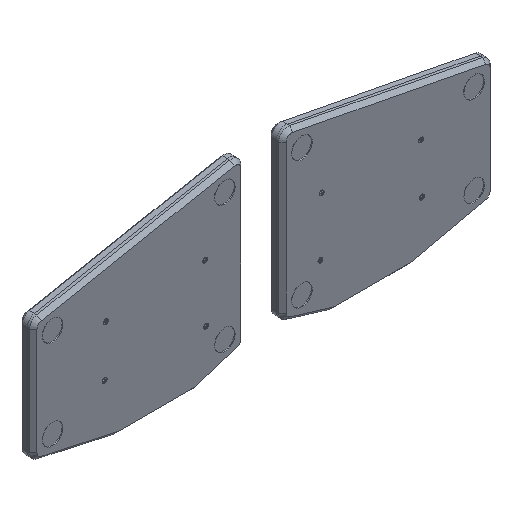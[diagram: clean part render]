
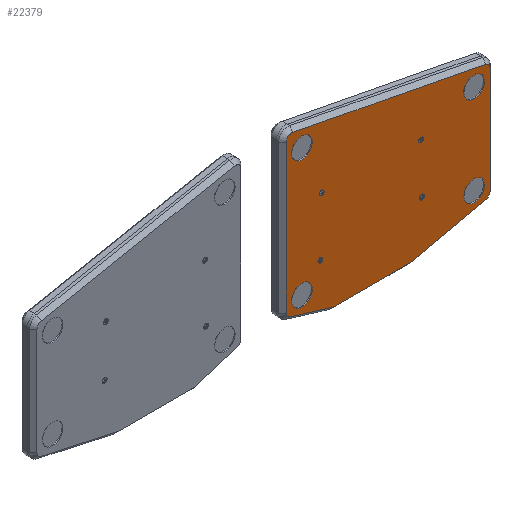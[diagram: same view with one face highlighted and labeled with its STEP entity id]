
A CAD part, isometric view. The second image highlights one B-rep face of the part: STEP entity #22379.
In plain terms, the highlighted planar face has unit normal (0, -1, 0).
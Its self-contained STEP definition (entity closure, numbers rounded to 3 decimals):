
#2089=FACE_BOUND('',#5028,.T.);
#2090=FACE_BOUND('',#5029,.T.);
#2091=FACE_BOUND('',#5030,.T.);
#2092=FACE_BOUND('',#5031,.T.);
#2093=FACE_BOUND('',#5032,.T.);
#2094=FACE_BOUND('',#5033,.T.);
#2095=FACE_BOUND('',#5034,.T.);
#2096=FACE_BOUND('',#5035,.T.);
#2686=PLANE('',#24466);
#3771=FACE_OUTER_BOUND('',#5027,.T.);
#5027=EDGE_LOOP('',(#20779,#20780,#20781,#20782,#20783,#20784,#20785,#20786,
#20787,#20788,#20789,#20790));
#5028=EDGE_LOOP('',(#20791));
#5029=EDGE_LOOP('',(#20792));
#5030=EDGE_LOOP('',(#20793));
#5031=EDGE_LOOP('',(#20794));
#5032=EDGE_LOOP('',(#20795));
#5033=EDGE_LOOP('',(#20796));
#5034=EDGE_LOOP('',(#20797));
#5035=EDGE_LOOP('',(#20798));
#6957=LINE('',#37328,#8885);
#6960=LINE('',#37338,#8888);
#6963=LINE('',#37346,#8891);
#6966=LINE('',#37354,#8894);
#6967=LINE('',#37364,#8895);
#6971=LINE('',#37373,#8899);
#8885=VECTOR('',#30747,10.);
#8888=VECTOR('',#30760,10.);
#8891=VECTOR('',#30769,10.);
#8894=VECTOR('',#30778,10.);
#8895=VECTOR('',#30785,10.);
#8899=VECTOR('',#30795,10.);
#9819=CIRCLE('',#24333,1.25);
#9823=CIRCLE('',#24340,1.25);
#9827=CIRCLE('',#24347,1.25);
#9831=CIRCLE('',#24354,1.25);
#9871=CIRCLE('',#24440,2.9);
#9872=CIRCLE('',#24443,2.9);
#9873=CIRCLE('',#24446,2.9);
#9874=CIRCLE('',#24449,2.9);
#9875=CIRCLE('',#24452,2.9);
#9880=CIRCLE('',#24467,2.9);
#9881=CIRCLE('',#24468,5.5);
#9882=CIRCLE('',#24469,5.5);
#9883=CIRCLE('',#24470,5.5);
#9884=CIRCLE('',#24471,5.5);
#11963=VERTEX_POINT('',#37003);
#11967=VERTEX_POINT('',#37016);
#11971=VERTEX_POINT('',#37029);
#11975=VERTEX_POINT('',#37042);
#12071=VERTEX_POINT('',#37324);
#12072=VERTEX_POINT('',#37326);
#12073=VERTEX_POINT('',#37332);
#12074=VERTEX_POINT('',#37336);
#12075=VERTEX_POINT('',#37340);
#12076=VERTEX_POINT('',#37344);
#12077=VERTEX_POINT('',#37348);
#12078=VERTEX_POINT('',#37352);
#12079=VERTEX_POINT('',#37356);
#12080=VERTEX_POINT('',#37363);
#12081=VERTEX_POINT('',#37367);
#12082=VERTEX_POINT('',#37371);
#12087=VERTEX_POINT('',#37397);
#12088=VERTEX_POINT('',#37399);
#12089=VERTEX_POINT('',#37401);
#12090=VERTEX_POINT('',#37403);
#14801=EDGE_CURVE('',#11963,#11963,#9819,.T.);
#14807=EDGE_CURVE('',#11967,#11967,#9823,.T.);
#14813=EDGE_CURVE('',#11971,#11971,#9827,.T.);
#14819=EDGE_CURVE('',#11975,#11975,#9831,.T.);
#14963=EDGE_CURVE('',#12071,#12072,#6957,.T.);
#14966=EDGE_CURVE('',#12073,#12071,#9871,.T.);
#14968=EDGE_CURVE('',#12074,#12073,#6960,.T.);
#14970=EDGE_CURVE('',#12075,#12074,#9872,.T.);
#14972=EDGE_CURVE('',#12076,#12075,#6963,.T.);
#14974=EDGE_CURVE('',#12077,#12076,#9873,.T.);
#14976=EDGE_CURVE('',#12078,#12077,#6966,.T.);
#14977=EDGE_CURVE('',#12079,#12078,#9874,.T.);
#14979=EDGE_CURVE('',#12080,#12079,#6967,.T.);
#14982=EDGE_CURVE('',#12081,#12080,#9875,.T.);
#14984=EDGE_CURVE('',#12082,#12081,#6971,.T.);
#14994=EDGE_CURVE('',#12072,#12082,#9880,.T.);
#14995=EDGE_CURVE('',#12087,#12087,#9881,.T.);
#14996=EDGE_CURVE('',#12088,#12088,#9882,.T.);
#14997=EDGE_CURVE('',#12089,#12089,#9883,.T.);
#14998=EDGE_CURVE('',#12090,#12090,#9884,.T.);
#20779=ORIENTED_EDGE('',*,*,#14979,.T.);
#20780=ORIENTED_EDGE('',*,*,#14977,.T.);
#20781=ORIENTED_EDGE('',*,*,#14976,.T.);
#20782=ORIENTED_EDGE('',*,*,#14974,.T.);
#20783=ORIENTED_EDGE('',*,*,#14972,.T.);
#20784=ORIENTED_EDGE('',*,*,#14970,.T.);
#20785=ORIENTED_EDGE('',*,*,#14968,.T.);
#20786=ORIENTED_EDGE('',*,*,#14966,.T.);
#20787=ORIENTED_EDGE('',*,*,#14963,.T.);
#20788=ORIENTED_EDGE('',*,*,#14994,.T.);
#20789=ORIENTED_EDGE('',*,*,#14984,.T.);
#20790=ORIENTED_EDGE('',*,*,#14982,.T.);
#20791=ORIENTED_EDGE('',*,*,#14801,.F.);
#20792=ORIENTED_EDGE('',*,*,#14807,.F.);
#20793=ORIENTED_EDGE('',*,*,#14813,.F.);
#20794=ORIENTED_EDGE('',*,*,#14819,.F.);
#20795=ORIENTED_EDGE('',*,*,#14995,.F.);
#20796=ORIENTED_EDGE('',*,*,#14996,.F.);
#20797=ORIENTED_EDGE('',*,*,#14997,.F.);
#20798=ORIENTED_EDGE('',*,*,#14998,.F.);
#22379=ADVANCED_FACE('',(#3771,#2089,#2090,#2091,#2092,#2093,#2094,#2095,
#2096),#2686,.T.);
#24333=AXIS2_PLACEMENT_3D('',#37004,#30428,#30429);
#24340=AXIS2_PLACEMENT_3D('',#37017,#30444,#30445);
#24347=AXIS2_PLACEMENT_3D('',#37030,#30460,#30461);
#24354=AXIS2_PLACEMENT_3D('',#37043,#30476,#30477);
#24440=AXIS2_PLACEMENT_3D('',#37334,#30755,#30756);
#24443=AXIS2_PLACEMENT_3D('',#37342,#30764,#30765);
#24446=AXIS2_PLACEMENT_3D('',#37350,#30773,#30774);
#24449=AXIS2_PLACEMENT_3D('',#37357,#30781,#30782);
#24452=AXIS2_PLACEMENT_3D('',#37369,#30790,#30791);
#24466=AXIS2_PLACEMENT_3D('',#37395,#30825,#30826);
#24467=AXIS2_PLACEMENT_3D('',#37396,#30827,#30828);
#24468=AXIS2_PLACEMENT_3D('',#37398,#30829,#30830);
#24469=AXIS2_PLACEMENT_3D('',#37400,#30831,#30832);
#24470=AXIS2_PLACEMENT_3D('',#37402,#30833,#30834);
#24471=AXIS2_PLACEMENT_3D('',#37404,#30835,#30836);
#30428=DIRECTION('center_axis',(0.,-1.,0.));
#30429=DIRECTION('ref_axis',(-1.,0.,0.));
#30444=DIRECTION('center_axis',(0.,-1.,0.));
#30445=DIRECTION('ref_axis',(-1.,0.,0.));
#30460=DIRECTION('center_axis',(0.,-1.,0.));
#30461=DIRECTION('ref_axis',(-1.,0.,0.));
#30476=DIRECTION('center_axis',(0.,-1.,0.));
#30477=DIRECTION('ref_axis',(-1.,0.,0.));
#30747=DIRECTION('',(0.957,0.,-0.292));
#30755=DIRECTION('center_axis',(0.,-1.,0.));
#30756=DIRECTION('ref_axis',(-1.,0.,0.));
#30760=DIRECTION('',(0.,0.,-1.));
#30764=DIRECTION('center_axis',(0.,-1.,0.));
#30765=DIRECTION('ref_axis',(0.191,0.,0.982));
#30769=DIRECTION('',(-0.982,0.,0.191));
#30773=DIRECTION('center_axis',(0.,-1.,0.));
#30774=DIRECTION('ref_axis',(1.,0.,0.));
#30778=DIRECTION('',(0.,0.,1.));
#30781=DIRECTION('center_axis',(0.,-1.,0.));
#30782=DIRECTION('ref_axis',(0.191,0.,-0.982));
#30785=DIRECTION('',(0.976,0.,0.216));
#30790=DIRECTION('center_axis',(0.,-1.,0.));
#30791=DIRECTION('ref_axis',(0.,0.,-1.));
#30795=DIRECTION('',(1.,0.,0.));
#30825=DIRECTION('center_axis',(0.,-1.,0.));
#30826=DIRECTION('ref_axis',(0.,0.,1.));
#30827=DIRECTION('center_axis',(0.,-1.,0.));
#30828=DIRECTION('ref_axis',(-0.292,0.,-0.957));
#30829=DIRECTION('center_axis',(0.,-1.,0.));
#30830=DIRECTION('ref_axis',(-1.,0.,0.));
#30831=DIRECTION('center_axis',(0.,-1.,0.));
#30832=DIRECTION('ref_axis',(-1.,0.,0.));
#30833=DIRECTION('center_axis',(0.,-1.,0.));
#30834=DIRECTION('ref_axis',(-1.,0.,0.));
#30835=DIRECTION('center_axis',(0.,-1.,0.));
#30836=DIRECTION('ref_axis',(-1.,0.,0.));
#37003=CARTESIAN_POINT('',(105.942,-7.25,46.622));
#37004=CARTESIAN_POINT('Origin',(104.692,-7.25,46.622));
#37016=CARTESIAN_POINT('',(105.332,-7.25,15.622));
#37017=CARTESIAN_POINT('Origin',(104.082,-7.25,15.622));
#37029=CARTESIAN_POINT('',(159.332,-7.25,44.622));
#37030=CARTESIAN_POINT('Origin',(158.082,-7.25,44.622));
#37042=CARTESIAN_POINT('',(159.942,-7.25,17.622));
#37043=CARTESIAN_POINT('Origin',(158.692,-7.25,17.622));
#37324=CARTESIAN_POINT('',(87.641,-7.25,-2.552));
#37326=CARTESIAN_POINT('',(110.595,-7.25,-9.552));
#37328=CARTESIAN_POINT('',(117.795,-7.25,-11.748));
#37332=CARTESIAN_POINT('',(85.587,-7.25,0.222));
#37334=CARTESIAN_POINT('Origin',(88.487,-7.25,0.222));
#37336=CARTESIAN_POINT('',(85.587,-7.25,79.838));
#37338=CARTESIAN_POINT('',(85.587,-7.25,18.376));
#37340=CARTESIAN_POINT('',(89.041,-7.25,82.685));
#37342=CARTESIAN_POINT('Origin',(88.487,-7.25,79.838));
#37344=CARTESIAN_POINT('',(192.841,-7.25,62.501));
#37346=CARTESIAN_POINT('',(118.102,-7.25,77.034));
#37348=CARTESIAN_POINT('',(195.187,-7.25,59.655));
#37350=CARTESIAN_POINT('Origin',(192.287,-7.25,59.655));
#37352=CARTESIAN_POINT('',(195.187,-7.25,2.222));
#37354=CARTESIAN_POINT('',(195.187,-7.25,48.092));
#37356=CARTESIAN_POINT('',(192.819,-7.25,-0.629));
#37357=CARTESIAN_POINT('Origin',(192.287,-7.25,2.222));
#37363=CARTESIAN_POINT('',(152.154,-7.25,-9.61));
#37364=CARTESIAN_POINT('',(171.721,-7.25,-5.289));
#37367=CARTESIAN_POINT('',(151.529,-7.25,-9.678));
#37369=CARTESIAN_POINT('Origin',(151.529,-7.25,-6.778));
#37371=CARTESIAN_POINT('',(111.441,-7.25,-9.678));
#37373=CARTESIAN_POINT('',(145.958,-7.25,-9.678));
#37395=CARTESIAN_POINT('Origin',(140.387,-7.25,36.53));
#37396=CARTESIAN_POINT('Origin',(111.441,-7.25,-6.778));
#37397=CARTESIAN_POINT('',(192.187,-7.25,6.722));
#37398=CARTESIAN_POINT('Origin',(186.687,-7.25,6.722));
#37399=CARTESIAN_POINT('',(99.587,-7.25,4.369));
#37400=CARTESIAN_POINT('Origin',(94.087,-7.25,4.369));
#37401=CARTESIAN_POINT('',(192.187,-7.25,55.039));
#37402=CARTESIAN_POINT('Origin',(186.687,-7.25,55.039));
#37403=CARTESIAN_POINT('',(99.587,-7.25,73.044));
#37404=CARTESIAN_POINT('Origin',(94.087,-7.25,73.044));
